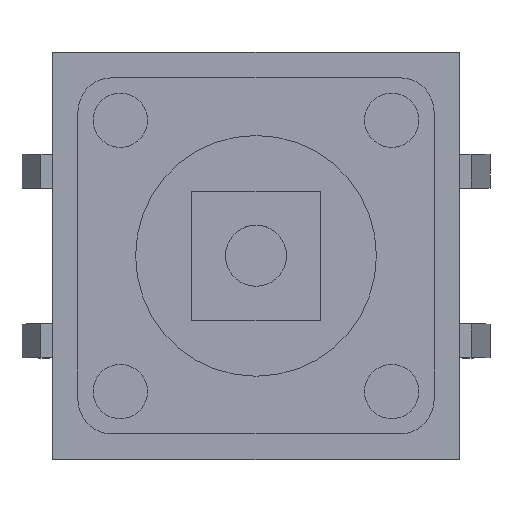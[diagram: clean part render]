
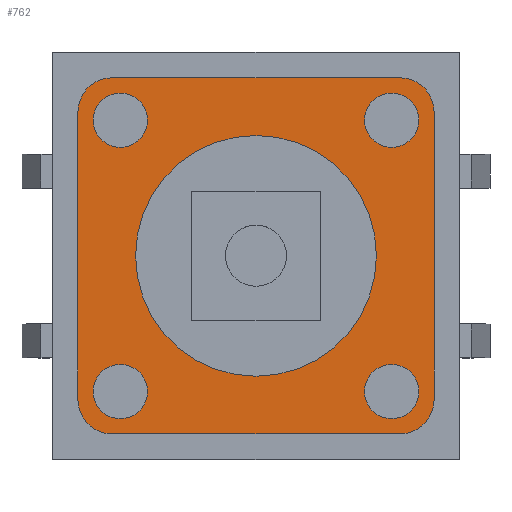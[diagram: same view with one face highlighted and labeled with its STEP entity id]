
A CAD part, top view. The second image highlights one B-rep face of the part: STEP entity #762.
In plain terms, the highlighted planar face has unit normal (0, 0, 1).
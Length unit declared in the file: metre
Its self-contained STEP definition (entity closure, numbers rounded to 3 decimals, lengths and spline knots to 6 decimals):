
#490 = EDGE_CURVE( '', #1262, #1263, #1264, .T. );
#622 = EDGE_CURVE( '', #1468, #1469, #1470, .T. );
#722 = EDGE_CURVE( '', #1081, #1468, #1609, .T. );
#762 = ADVANCED_FACE( '', ( #1664 ), #1665, .T. );
#826 = EDGE_CURVE( '', #1263, #1081, #1749, .T. );
#872 = EDGE_CURVE( '', #1298, #1262, #1804, .T. );
#902 = EDGE_CURVE( '', #1506, #1298, #1837, .T. );
#992 = EDGE_CURVE( '', #1469, #1751, #1951, .T. );
#994 = EDGE_CURVE( '', #1751, #1506, #1953, .T. );
#1081 = VERTEX_POINT( '', #2047 );
#1262 = VERTEX_POINT( '', #2302 );
#1263 = VERTEX_POINT( '', #2303 );
#1264 = LINE( '', #2304, #2305 );
#1298 = VERTEX_POINT( '', #2353 );
#1468 = VERTEX_POINT( '', #2590 );
#1469 = VERTEX_POINT( '', #2591 );
#1470 = CIRCLE( '', #2592, 0.001 );
#1506 = VERTEX_POINT( '', #2645 );
#1609 = LINE( '', #2792, #2793 );
#1664 = FACE_OUTER_BOUND( '', #2868, .T. );
#1665 = PLANE( '', #2869 );
#1749 = CIRCLE( '', #2993, 0.001 );
#1751 = VERTEX_POINT( '', #2996 );
#1804 = CIRCLE( '', #3080, 0.001 );
#1837 = LINE( '', #3137, #3138 );
#1951 = LINE( '', #3301, #3302 );
#1953 = CIRCLE( '', #3305, 0.001 );
#2047 = CARTESIAN_POINT( '', ( -0.00525, -0.00425, 0.0035 ) );
#2302 = CARTESIAN_POINT( '', ( 0.00425, -0.00525, 0.0035 ) );
#2303 = CARTESIAN_POINT( '', ( -0.00425, -0.00525, 0.0035 ) );
#2304 = CARTESIAN_POINT( '', ( 0.00525, -0.00525, 0.0035 ) );
#2305 = VECTOR( '', #3539, 1. );
#2353 = CARTESIAN_POINT( '', ( 0.00525, -0.00425, 0.0035 ) );
#2590 = CARTESIAN_POINT( '', ( -0.00525, 0.00425, 0.0035 ) );
#2591 = CARTESIAN_POINT( '', ( -0.00425, 0.00525, 0.0035 ) );
#2592 = AXIS2_PLACEMENT_3D( '', #3781, #3782, #3783 );
#2645 = CARTESIAN_POINT( '', ( 0.00525, 0.00425, 0.0035 ) );
#2792 = CARTESIAN_POINT( '', ( -0.00525, -0.00525, 0.0035 ) );
#2793 = VECTOR( '', #3972, 1. );
#2868 = EDGE_LOOP( '', ( #4051, #4052, #4053, #4054, #4055, #4056, #4057, #4058 ) );
#2869 = AXIS2_PLACEMENT_3D( '', #4059, #4060, #4061 );
#2993 = AXIS2_PLACEMENT_3D( '', #4175, #4176, #4177 );
#2996 = CARTESIAN_POINT( '', ( 0.00425, 0.00525, 0.0035 ) );
#3080 = AXIS2_PLACEMENT_3D( '', #4251, #4252, #4253 );
#3137 = CARTESIAN_POINT( '', ( 0.00525, 0.00525, 0.0035 ) );
#3138 = VECTOR( '', #4278, 1. );
#3301 = CARTESIAN_POINT( '', ( -0.00525, 0.00525, 0.0035 ) );
#3302 = VECTOR( '', #4450, 1. );
#3305 = AXIS2_PLACEMENT_3D( '', #4451, #4452, #4453 );
#3539 = DIRECTION( '', ( -1., 0., 0. ) );
#3781 = CARTESIAN_POINT( '', ( -0.00425, 0.00425, 0.0035 ) );
#3782 = DIRECTION( '', ( 0., 0., -1. ) );
#3783 = DIRECTION( '', ( -0.707, 0.707, 0. ) );
#3972 = DIRECTION( '', ( 0., 1., 0. ) );
#4051 = ORIENTED_EDGE( '', *, *, #622, .F. );
#4052 = ORIENTED_EDGE( '', *, *, #722, .F. );
#4053 = ORIENTED_EDGE( '', *, *, #826, .F. );
#4054 = ORIENTED_EDGE( '', *, *, #490, .F. );
#4055 = ORIENTED_EDGE( '', *, *, #872, .F. );
#4056 = ORIENTED_EDGE( '', *, *, #902, .F. );
#4057 = ORIENTED_EDGE( '', *, *, #994, .F. );
#4058 = ORIENTED_EDGE( '', *, *, #992, .F. );
#4059 = CARTESIAN_POINT( '', ( 0., 0., 0.0035 ) );
#4060 = DIRECTION( '', ( 0., 0., 1. ) );
#4061 = DIRECTION( '', ( 1., 0., 0. ) );
#4175 = CARTESIAN_POINT( '', ( -0.00425, -0.00425, 0.0035 ) );
#4176 = DIRECTION( '', ( 0., 0., -1. ) );
#4177 = DIRECTION( '', ( -0.707, -0.707, 0. ) );
#4251 = CARTESIAN_POINT( '', ( 0.00425, -0.00425, 0.0035 ) );
#4252 = DIRECTION( '', ( 0., 0., -1. ) );
#4253 = DIRECTION( '', ( 0.707, -0.707, 0. ) );
#4278 = DIRECTION( '', ( 0., -1., 0. ) );
#4450 = DIRECTION( '', ( 1., 0., 0. ) );
#4451 = CARTESIAN_POINT( '', ( 0.00425, 0.00425, 0.0035 ) );
#4452 = DIRECTION( '', ( 0., 0., -1. ) );
#4453 = DIRECTION( '', ( 0.707, 0.707, 0. ) );
